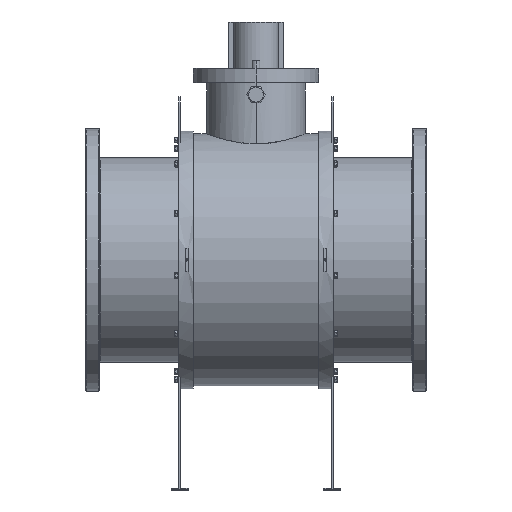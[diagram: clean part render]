
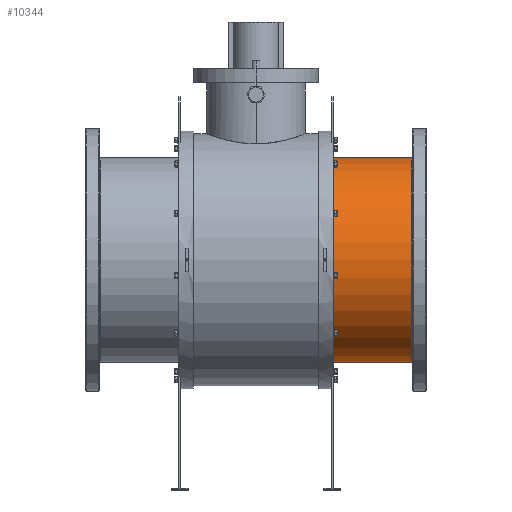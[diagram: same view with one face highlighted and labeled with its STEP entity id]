
A CAD part, top view. The second image highlights one B-rep face of the part: STEP entity #10344.
In plain terms, the highlighted cylindrical face has radius 388.5 mm (diameter 777 mm), a partial arc.
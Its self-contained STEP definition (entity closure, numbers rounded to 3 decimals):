
#237 = CARTESIAN_POINT ( 'NONE',  ( 292.5, -388.5, 0. ) ) ;
#390 = AXIS2_PLACEMENT_3D ( 'NONE', #950, #13031, #5252 ) ;
#950 = CARTESIAN_POINT ( 'NONE',  ( -647.5, 0., 0. ) ) ;
#1393 = CARTESIAN_POINT ( 'NONE',  ( 590.5, 0., 0. ) ) ;
#1773 = ORIENTED_EDGE ( 'NONE', *, *, #5733, .F. ) ;
#1814 = EDGE_CURVE ( 'NONE', #2143, #13374, #13020, .T. ) ;
#1889 = CARTESIAN_POINT ( 'NONE',  ( 590.5, -388.5, 0. ) ) ;
#1919 = CARTESIAN_POINT ( 'NONE',  ( 292.5, 388.5, 0. ) ) ;
#2143 = VERTEX_POINT ( 'NONE', #1889 ) ;
#2478 = DIRECTION ( 'NONE',  ( 0., 0., -1. ) ) ;
#3259 = AXIS2_PLACEMENT_3D ( 'NONE', #1393, #5596, #5827 ) ;
#4016 = LINE ( 'NONE', #8432, #6825 ) ;
#4176 = CYLINDRICAL_SURFACE ( 'NONE', #390, 388.5 ) ;
#4587 = DIRECTION ( 'NONE',  ( 1., 0., 0. ) ) ;
#5118 = EDGE_LOOP ( 'NONE', ( #10969, #6614, #9725, #1773 ) ) ;
#5252 = DIRECTION ( 'NONE',  ( 0., -1., 0. ) ) ;
#5266 = VECTOR ( 'NONE', #5764, 1000. ) ;
#5451 = VERTEX_POINT ( 'NONE', #1919 ) ;
#5596 = DIRECTION ( 'NONE',  ( -1., 0., 0. ) ) ;
#5733 = EDGE_CURVE ( 'NONE', #2143, #10102, #4016, .T. ) ;
#5764 = DIRECTION ( 'NONE',  ( -1., 0., 0. ) ) ;
#5827 = DIRECTION ( 'NONE',  ( 0., 1., 0. ) ) ;
#6523 = CARTESIAN_POINT ( 'NONE',  ( 292.5, 0., 0. ) ) ;
#6614 = ORIENTED_EDGE ( 'NONE', *, *, #10484, .T. ) ;
#6825 = VECTOR ( 'NONE', #12875, 1000. ) ;
#6980 = CARTESIAN_POINT ( 'NONE',  ( -647.5, 388.5, 0. ) ) ;
#7630 = FACE_OUTER_BOUND ( 'NONE', #5118, .T. ) ;
#8085 = LINE ( 'NONE', #6980, #5266 ) ;
#8432 = CARTESIAN_POINT ( 'NONE',  ( -647.5, -388.5, 0. ) ) ;
#9725 = ORIENTED_EDGE ( 'NONE', *, *, #13930, .T. ) ;
#10102 = VERTEX_POINT ( 'NONE', #237 ) ;
#10344 = ADVANCED_FACE ( 'NONE', ( #7630 ), #4176, .T. ) ;
#10484 = EDGE_CURVE ( 'NONE', #13374, #5451, #8085, .T. ) ;
#10969 = ORIENTED_EDGE ( 'NONE', *, *, #1814, .T. ) ;
#11017 = CIRCLE ( 'NONE', #13604, 388.5 ) ;
#12256 = CARTESIAN_POINT ( 'NONE',  ( 590.5, 388.5, 0. ) ) ;
#12875 = DIRECTION ( 'NONE',  ( -1., 0., 0. ) ) ;
#13020 = CIRCLE ( 'NONE', #3259, 388.5 ) ;
#13031 = DIRECTION ( 'NONE',  ( -1., 0., 0. ) ) ;
#13374 = VERTEX_POINT ( 'NONE', #12256 ) ;
#13604 = AXIS2_PLACEMENT_3D ( 'NONE', #6523, #4587, #2478 ) ;
#13930 = EDGE_CURVE ( 'NONE', #5451, #10102, #11017, .T. ) ;
